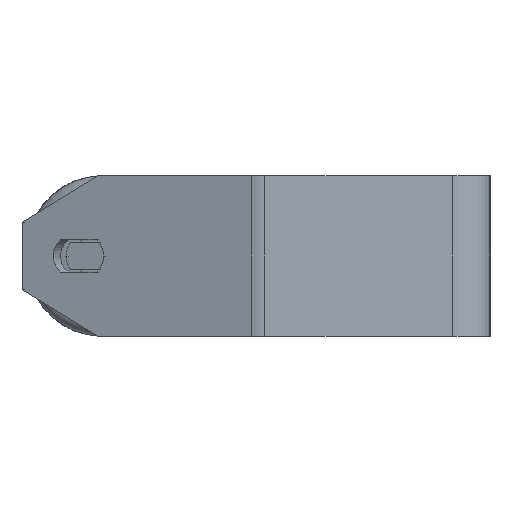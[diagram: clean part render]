
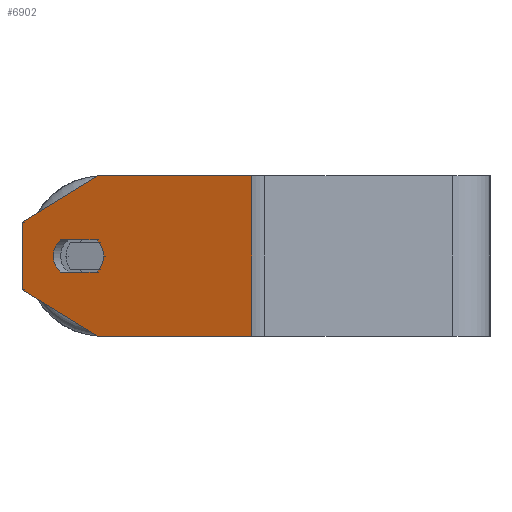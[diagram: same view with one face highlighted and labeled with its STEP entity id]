
A CAD part, left-side view. The second image highlights one B-rep face of the part: STEP entity #6902.
In plain terms, the highlighted planar face has unit normal (-0.94, 0.342, 0).
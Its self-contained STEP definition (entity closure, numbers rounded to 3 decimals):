
#60 = LINE ( 'NONE', #3398, #530 ) ;
#94 = VECTOR ( 'NONE', #2885, 1000. ) ;
#140 = VERTEX_POINT ( 'NONE', #6547 ) ;
#192 = VECTOR ( 'NONE', #6224, 1000. ) ;
#237 = FACE_OUTER_BOUND ( 'NONE', #1113, .T. ) ;
#261 = ORIENTED_EDGE ( 'NONE', *, *, #1874, .T. ) ;
#343 = AXIS2_PLACEMENT_3D ( 'NONE', #1858, #1260, #3871 ) ;
#391 = VERTEX_POINT ( 'NONE', #1096 ) ;
#530 = VECTOR ( 'NONE', #2578, 1000. ) ;
#545 = LINE ( 'NONE', #5721, #4792 ) ;
#649 = DIRECTION ( 'NONE',  ( -0.94, 0.342, 0. ) ) ;
#694 = DIRECTION ( 'NONE',  ( -0.342, -0.94, 0. ) ) ;
#868 = CARTESIAN_POINT ( 'NONE',  ( -327.818, 175.257, 30. ) ) ;
#1096 = CARTESIAN_POINT ( 'NONE',  ( -333.119, 160.692, -6. ) ) ;
#1113 = EDGE_LOOP ( 'NONE', ( #261, #2977, #1293, #1674, #7808, #2866 ) ) ;
#1145 = EDGE_CURVE ( 'NONE', #3114, #6252, #5536, .T. ) ;
#1254 = CARTESIAN_POINT ( 'NONE',  ( -337.908, 147.536, 6. ) ) ;
#1260 = DIRECTION ( 'NONE',  ( -0.94, 0.342, 0. ) ) ;
#1293 = ORIENTED_EDGE ( 'NONE', *, *, #4600, .T. ) ;
#1294 = LINE ( 'NONE', #6445, #4989 ) ;
#1674 = ORIENTED_EDGE ( 'NONE', *, *, #7284, .F. ) ;
#1712 = EDGE_LOOP ( 'NONE', ( #5966, #3925, #7818, #6630, #7407 ) ) ;
#1858 = CARTESIAN_POINT ( 'NONE',  ( -336.369, 151.765, 0. ) ) ;
#1874 = EDGE_CURVE ( 'NONE', #3569, #3114, #8254, .T. ) ;
#1908 = AXIS2_PLACEMENT_3D ( 'NONE', #3433, #649, #7892 ) ;
#2032 = CIRCLE ( 'NONE', #6962, 7.5 ) ;
#2199 = EDGE_CURVE ( 'NONE', #391, #7332, #60, .T. ) ;
#2352 = EDGE_CURVE ( 'NONE', #8026, #8336, #2032, .T. ) ;
#2578 = DIRECTION ( 'NONE',  ( -0.342, -0.94, 0. ) ) ;
#2823 = CARTESIAN_POINT ( 'NONE',  ( -359.156, 89.158, 30. ) ) ;
#2845 = PLANE ( 'NONE',  #5650 ) ;
#2866 = ORIENTED_EDGE ( 'NONE', *, *, #5777, .T. ) ;
#2885 = DIRECTION ( 'NONE',  ( -0.296, -0.814, -0.5 ) ) ;
#2897 = CARTESIAN_POINT ( 'NONE',  ( -327.818, 175.257, 30. ) ) ;
#2905 = LINE ( 'NONE', #8009, #5459 ) ;
#2977 = ORIENTED_EDGE ( 'NONE', *, *, #1145, .T. ) ;
#3085 = CARTESIAN_POINT ( 'NONE',  ( -327.818, 175.257, 12.679 ) ) ;
#3114 = VERTEX_POINT ( 'NONE', #3551 ) ;
#3180 = EDGE_CURVE ( 'NONE', #8336, #4260, #2905, .T. ) ;
#3398 = CARTESIAN_POINT ( 'NONE',  ( -337.908, 147.536, -6. ) ) ;
#3433 = CARTESIAN_POINT ( 'NONE',  ( -334.658, 156.463, 0. ) ) ;
#3467 = CARTESIAN_POINT ( 'NONE',  ( -337.908, 147.536, -6. ) ) ;
#3491 = CARTESIAN_POINT ( 'NONE',  ( -338.934, 144.717, 0. ) ) ;
#3551 = CARTESIAN_POINT ( 'NONE',  ( -327.818, 175.257, -12.679 ) ) ;
#3569 = VERTEX_POINT ( 'NONE', #4807 ) ;
#3691 = CIRCLE ( 'NONE', #1908, 7.5 ) ;
#3728 = LINE ( 'NONE', #3085, #192 ) ;
#3776 = EDGE_CURVE ( 'NONE', #4260, #391, #3691, .T. ) ;
#3871 = DIRECTION ( 'NONE',  ( -0.342, -0.94, 0. ) ) ;
#3910 = CARTESIAN_POINT ( 'NONE',  ( -359.156, 89.158, -30. ) ) ;
#3925 = ORIENTED_EDGE ( 'NONE', *, *, #3776, .F. ) ;
#4256 = DIRECTION ( 'NONE',  ( -0.342, -0.94, 0. ) ) ;
#4260 = VERTEX_POINT ( 'NONE', #5383 ) ;
#4600 = EDGE_CURVE ( 'NONE', #6252, #5051, #545, .T. ) ;
#4792 = VECTOR ( 'NONE', #8381, 1000. ) ;
#4807 = CARTESIAN_POINT ( 'NONE',  ( -327.818, 175.257, 12.679 ) ) ;
#4989 = VECTOR ( 'NONE', #694, 1000. ) ;
#5051 = VERTEX_POINT ( 'NONE', #3910 ) ;
#5383 = CARTESIAN_POINT ( 'NONE',  ( -333.119, 160.692, 6. ) ) ;
#5455 = DIRECTION ( 'NONE',  ( 0.342, 0.94, 0. ) ) ;
#5459 = VECTOR ( 'NONE', #6763, 1000. ) ;
#5536 = LINE ( 'NONE', #7517, #94 ) ;
#5650 = AXIS2_PLACEMENT_3D ( 'NONE', #868, #5967, #5455 ) ;
#5721 = CARTESIAN_POINT ( 'NONE',  ( -327.818, 175.257, -30. ) ) ;
#5777 = EDGE_CURVE ( 'NONE', #140, #3569, #3728, .T. ) ;
#5966 = ORIENTED_EDGE ( 'NONE', *, *, #2199, .F. ) ;
#5967 = DIRECTION ( 'NONE',  ( 0.94, -0.342, 0. ) ) ;
#6224 = DIRECTION ( 'NONE',  ( 0.296, 0.814, -0.5 ) ) ;
#6252 = VERTEX_POINT ( 'NONE', #6722 ) ;
#6445 = CARTESIAN_POINT ( 'NONE',  ( -327.818, 175.257, 30. ) ) ;
#6490 = VECTOR ( 'NONE', #6813, 1000. ) ;
#6547 = CARTESIAN_POINT ( 'NONE',  ( -338.079, 147.066, 30. ) ) ;
#6630 = ORIENTED_EDGE ( 'NONE', *, *, #2352, .F. ) ;
#6722 = CARTESIAN_POINT ( 'NONE',  ( -338.079, 147.066, -30. ) ) ;
#6763 = DIRECTION ( 'NONE',  ( 0.342, 0.94, 0. ) ) ;
#6813 = DIRECTION ( 'NONE',  ( 0., 0., -1. ) ) ;
#6820 = VECTOR ( 'NONE', #7439, 1000. ) ;
#6902 = ADVANCED_FACE ( 'NONE', ( #7350, #237 ), #2845, .F. ) ;
#6962 = AXIS2_PLACEMENT_3D ( 'NONE', #7518, #8075, #4256 ) ;
#7042 = CIRCLE ( 'NONE', #343, 7.5 ) ;
#7284 = EDGE_CURVE ( 'NONE', #7620, #5051, #8102, .T. ) ;
#7332 = VERTEX_POINT ( 'NONE', #3467 ) ;
#7350 = FACE_BOUND ( 'NONE', #1712, .T. ) ;
#7407 = ORIENTED_EDGE ( 'NONE', *, *, #7952, .F. ) ;
#7439 = DIRECTION ( 'NONE',  ( 0., 0., -1. ) ) ;
#7517 = CARTESIAN_POINT ( 'NONE',  ( -338.079, 147.066, -30. ) ) ;
#7518 = CARTESIAN_POINT ( 'NONE',  ( -336.369, 151.765, 0. ) ) ;
#7620 = VERTEX_POINT ( 'NONE', #7919 ) ;
#7808 = ORIENTED_EDGE ( 'NONE', *, *, #8234, .F. ) ;
#7818 = ORIENTED_EDGE ( 'NONE', *, *, #3180, .F. ) ;
#7892 = DIRECTION ( 'NONE',  ( 0.342, 0.94, 0. ) ) ;
#7919 = CARTESIAN_POINT ( 'NONE',  ( -359.156, 89.158, 30. ) ) ;
#7952 = EDGE_CURVE ( 'NONE', #7332, #8026, #7042, .T. ) ;
#8009 = CARTESIAN_POINT ( 'NONE',  ( -337.908, 147.536, 6. ) ) ;
#8026 = VERTEX_POINT ( 'NONE', #3491 ) ;
#8075 = DIRECTION ( 'NONE',  ( -0.94, 0.342, 0. ) ) ;
#8102 = LINE ( 'NONE', #2823, #6490 ) ;
#8234 = EDGE_CURVE ( 'NONE', #140, #7620, #1294, .T. ) ;
#8254 = LINE ( 'NONE', #2897, #6820 ) ;
#8336 = VERTEX_POINT ( 'NONE', #1254 ) ;
#8381 = DIRECTION ( 'NONE',  ( -0.342, -0.94, 0. ) ) ;
